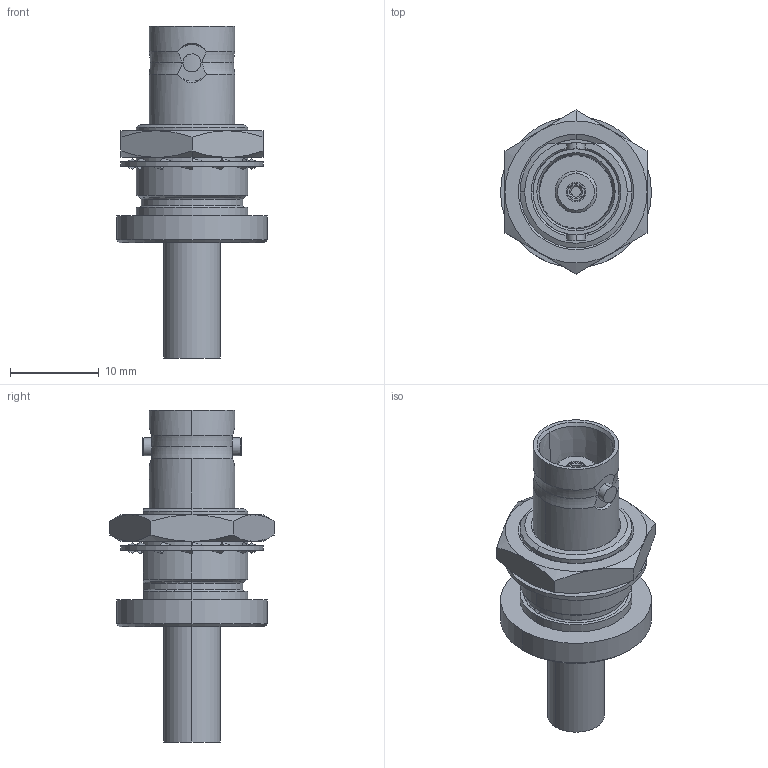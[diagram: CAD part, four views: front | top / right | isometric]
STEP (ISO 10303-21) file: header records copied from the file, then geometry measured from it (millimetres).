
FILE_DESCRIPTION (( 'STEP AP214' ), '1' );
FILE_NAME ('J01001A0056.STEP', '2018-06-25T11:44:59', ( '' ), ( '' ), 'SwSTEP 2.0', 'SolidWorks 2017', '' );
FILE_SCHEMA (( 'AUTOMOTIVE_DESIGN' ));
Length unit declared in the file: millimetre
Products named in the file (1): J01001A0056
Bounding box: 17 x 18.48 x 37.4 mm (x, y, z)
Volume: 2971.3 mm3; surface area: 2546.7 mm2
Topology: 2 solids, 2 shells, 238 faces, 588 edges, 375 vertices
Faces by surface type: plane 87, cylinder 53, cone 50, bspline 36, torus 12
Entity records: 10343 total; most frequent: CARTESIAN_POINT 2412, ORIENTED_EDGE 1176, DIRECTION 1012, EDGE_CURVE 588, VERTEX_POINT 375, AXIS2_PLACEMENT_3D 371, VECTOR 270, LINE 270
